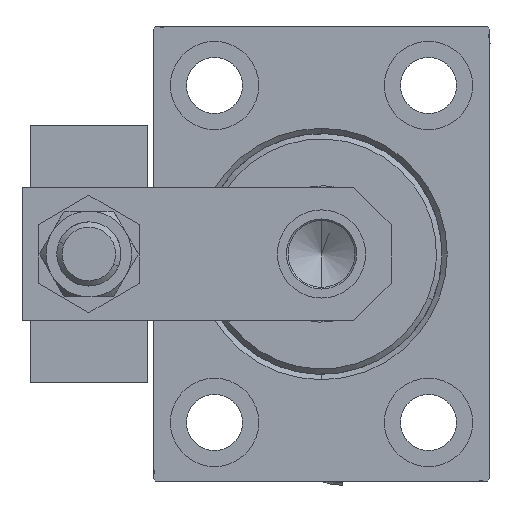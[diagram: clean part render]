
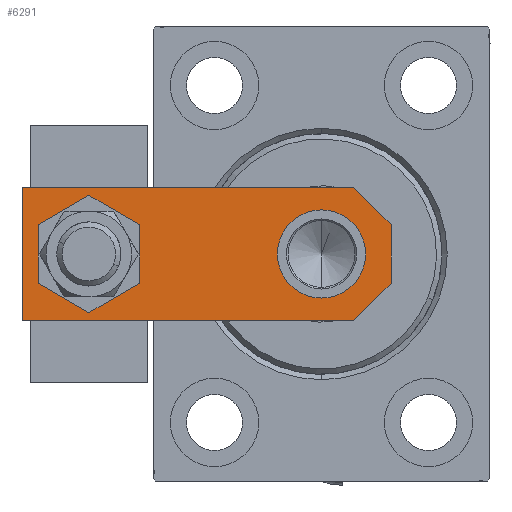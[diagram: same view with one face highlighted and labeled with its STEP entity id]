
A CAD part, left-side view. The second image highlights one B-rep face of the part: STEP entity #6291.
In plain terms, the highlighted face is planar.
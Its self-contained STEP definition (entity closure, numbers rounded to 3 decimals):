
#1227 = VERTEX_POINT ( 'NONE', #40994 ) ;
#2066 = CARTESIAN_POINT ( 'NONE',  ( -12.5, 7., 8. ) ) ;
#2355 = EDGE_CURVE ( 'NONE', #10357, #1227, #20611, .T. ) ;
#3903 = DIRECTION ( 'NONE',  ( 1., 0., 0. ) ) ;
#5743 = CARTESIAN_POINT ( 'NONE',  ( 5.5, 0., 8. ) ) ;
#6058 = DIRECTION ( 'NONE',  ( 1., 0., 0. ) ) ;
#6291 = ADVANCED_FACE ( 'NONE', ( #33910, #37685, #41934 ), #41434, .T. ) ;
#6423 = AXIS2_PLACEMENT_3D ( 'NONE', #23266, #38380, #3903 ) ;
#7084 = DIRECTION ( 'NONE',  ( 0., 0., 1. ) ) ;
#7147 = VERTEX_POINT ( 'NONE', #5743 ) ;
#7269 = CARTESIAN_POINT ( 'NONE',  ( 7., 56.5, 8. ) ) ;
#7696 = ORIENTED_EDGE ( 'NONE', *, *, #44602, .F. ) ;
#8178 = CIRCLE ( 'NONE', #36314, 7. ) ;
#9154 = CARTESIAN_POINT ( 'NONE',  ( 2.75, -2.75, 8. ) ) ;
#10347 = DIRECTION ( 'NONE',  ( 1., 0., 0. ) ) ;
#10357 = VERTEX_POINT ( 'NONE', #28399 ) ;
#11075 = VECTOR ( 'NONE', #40085, 1000. ) ;
#11167 = LINE ( 'NONE', #33812, #15824 ) ;
#12284 = VERTEX_POINT ( 'NONE', #36905 ) ;
#12934 = LINE ( 'NONE', #9154, #11075 ) ;
#13005 = CIRCLE ( 'NONE', #25842, 7. ) ;
#13960 = VERTEX_POINT ( 'NONE', #25395 ) ;
#13968 = VERTEX_POINT ( 'NONE', #24399 ) ;
#14316 = DIRECTION ( 'NONE',  ( 0., -1., 0. ) ) ;
#15053 = CARTESIAN_POINT ( 'NONE',  ( 0., 0., 8. ) ) ;
#15824 = VECTOR ( 'NONE', #49101, 1000. ) ;
#16630 = ORIENTED_EDGE ( 'NONE', *, *, #25010, .T. ) ;
#17060 = CARTESIAN_POINT ( 'NONE',  ( 0., 56.5, 8. ) ) ;
#20577 = DIRECTION ( 'NONE',  ( 0., 0., 1. ) ) ;
#20611 = LINE ( 'NONE', #47727, #23599 ) ;
#21376 = CARTESIAN_POINT ( 'NONE',  ( 0., 13., 8. ) ) ;
#23167 = EDGE_CURVE ( 'NONE', #13960, #7147, #24923, .T. ) ;
#23266 = CARTESIAN_POINT ( 'NONE',  ( 0., 13., 8. ) ) ;
#23599 = VECTOR ( 'NONE', #46728, 1000. ) ;
#23740 = VERTEX_POINT ( 'NONE', #25241 ) ;
#23842 = ORIENTED_EDGE ( 'NONE', *, *, #2355, .T. ) ;
#24339 = EDGE_LOOP ( 'NONE', ( #7696, #43756 ) ) ;
#24389 = DIRECTION ( 'NONE',  ( 1., 0., 0. ) ) ;
#24399 = CARTESIAN_POINT ( 'NONE',  ( -7., 56.5, 8. ) ) ;
#24923 = LINE ( 'NONE', #40754, #30221 ) ;
#25010 = EDGE_CURVE ( 'NONE', #39568, #13960, #11167, .T. ) ;
#25241 = CARTESIAN_POINT ( 'NONE',  ( 12.5, 7., 8. ) ) ;
#25395 = CARTESIAN_POINT ( 'NONE',  ( -5.5, 0., 8. ) ) ;
#25601 = AXIS2_PLACEMENT_3D ( 'NONE', #21376, #28153, #24389 ) ;
#25842 = AXIS2_PLACEMENT_3D ( 'NONE', #41781, #7084, #10347 ) ;
#27557 = EDGE_CURVE ( 'NONE', #7147, #23740, #12934, .T. ) ;
#28115 = EDGE_LOOP ( 'NONE', ( #35467, #16630, #46571, #29423, #40462, #23842 ) ) ;
#28153 = DIRECTION ( 'NONE',  ( 0., 0., 1. ) ) ;
#28399 = CARTESIAN_POINT ( 'NONE',  ( 12.5, 69., 8. ) ) ;
#28832 = CIRCLE ( 'NONE', #25601, 8.25 ) ;
#29399 = LINE ( 'NONE', #40953, #32276 ) ;
#29423 = ORIENTED_EDGE ( 'NONE', *, *, #27557, .T. ) ;
#30221 = VECTOR ( 'NONE', #6058, 1000. ) ;
#30449 = LINE ( 'NONE', #34482, #32265 ) ;
#32265 = VECTOR ( 'NONE', #45768, 1000. ) ;
#32276 = VECTOR ( 'NONE', #14316, 1000. ) ;
#32588 = EDGE_CURVE ( 'NONE', #43118, #12284, #35340, .T. ) ;
#33812 = CARTESIAN_POINT ( 'NONE',  ( -2.75, -2.75, 8. ) ) ;
#33910 = FACE_BOUND ( 'NONE', #24339, .T. ) ;
#34243 = EDGE_CURVE ( 'NONE', #23740, #10357, #30449, .T. ) ;
#34482 = CARTESIAN_POINT ( 'NONE',  ( 12.5, 0., 8. ) ) ;
#35340 = CIRCLE ( 'NONE', #6423, 8.25 ) ;
#35467 = ORIENTED_EDGE ( 'NONE', *, *, #47421, .T. ) ;
#36314 = AXIS2_PLACEMENT_3D ( 'NONE', #17060, #20577, #39429 ) ;
#36403 = EDGE_CURVE ( 'NONE', #12284, #43118, #28832, .T. ) ;
#36559 = VERTEX_POINT ( 'NONE', #7269 ) ;
#36905 = CARTESIAN_POINT ( 'NONE',  ( -8.25, 13., 8. ) ) ;
#37685 = FACE_OUTER_BOUND ( 'NONE', #28115, .T. ) ;
#38192 = DIRECTION ( 'NONE',  ( 0., 0., 1. ) ) ;
#38380 = DIRECTION ( 'NONE',  ( 0., 0., 1. ) ) ;
#38625 = AXIS2_PLACEMENT_3D ( 'NONE', #15053, #38192, #41180 ) ;
#39429 = DIRECTION ( 'NONE',  ( 1., 0., 0. ) ) ;
#39568 = VERTEX_POINT ( 'NONE', #2066 ) ;
#40052 = ORIENTED_EDGE ( 'NONE', *, *, #36403, .F. ) ;
#40085 = DIRECTION ( 'NONE',  ( 0.707, 0.707, 0. ) ) ;
#40462 = ORIENTED_EDGE ( 'NONE', *, *, #34243, .T. ) ;
#40754 = CARTESIAN_POINT ( 'NONE',  ( -12.5, 0., 8. ) ) ;
#40953 = CARTESIAN_POINT ( 'NONE',  ( -12.5, 69., 8. ) ) ;
#40994 = CARTESIAN_POINT ( 'NONE',  ( -12.5, 69., 8. ) ) ;
#41180 = DIRECTION ( 'NONE',  ( 1., 0., 0. ) ) ;
#41434 = PLANE ( 'NONE',  #38625 ) ;
#41781 = CARTESIAN_POINT ( 'NONE',  ( 0., 56.5, 8. ) ) ;
#41934 = FACE_BOUND ( 'NONE', #44307, .T. ) ;
#43118 = VERTEX_POINT ( 'NONE', #43800 ) ;
#43756 = ORIENTED_EDGE ( 'NONE', *, *, #44145, .F. ) ;
#43800 = CARTESIAN_POINT ( 'NONE',  ( 8.25, 13., 8. ) ) ;
#44145 = EDGE_CURVE ( 'NONE', #36559, #13968, #13005, .T. ) ;
#44307 = EDGE_LOOP ( 'NONE', ( #40052, #47178 ) ) ;
#44602 = EDGE_CURVE ( 'NONE', #13968, #36559, #8178, .T. ) ;
#45768 = DIRECTION ( 'NONE',  ( 0., 1., 0. ) ) ;
#46571 = ORIENTED_EDGE ( 'NONE', *, *, #23167, .T. ) ;
#46728 = DIRECTION ( 'NONE',  ( -1., 0., 0. ) ) ;
#47178 = ORIENTED_EDGE ( 'NONE', *, *, #32588, .F. ) ;
#47421 = EDGE_CURVE ( 'NONE', #1227, #39568, #29399, .T. ) ;
#47727 = CARTESIAN_POINT ( 'NONE',  ( 12.5, 69., 8. ) ) ;
#49101 = DIRECTION ( 'NONE',  ( 0.707, -0.707, 0. ) ) ;
